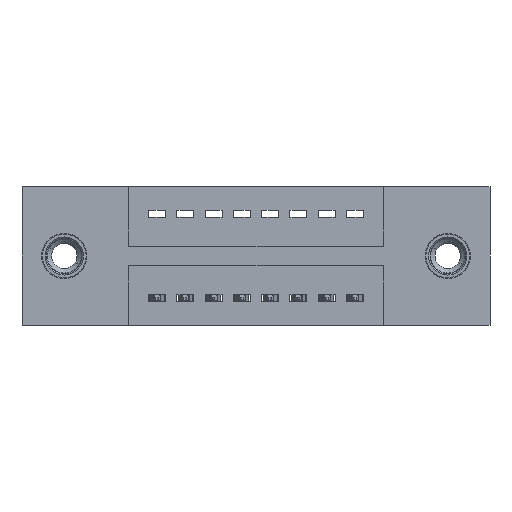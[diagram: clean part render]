
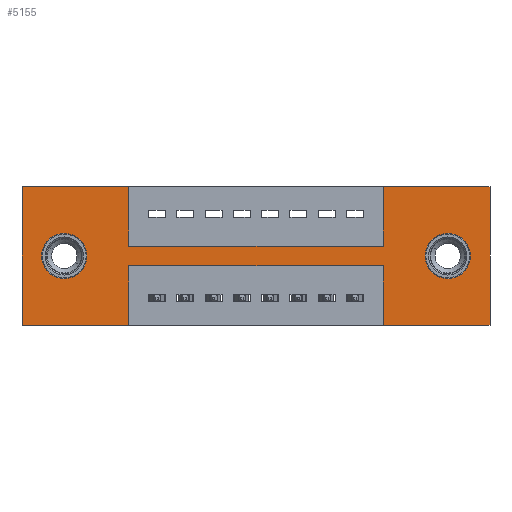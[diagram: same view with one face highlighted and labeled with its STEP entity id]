
A CAD part, front view. The second image highlights one B-rep face of the part: STEP entity #5155.
In plain terms, the highlighted planar face has unit normal (0, -1, 0).
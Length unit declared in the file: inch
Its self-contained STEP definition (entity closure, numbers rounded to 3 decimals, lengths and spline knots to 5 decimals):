
#68 = CARTESIAN_POINT ( 'NONE',  ( 1.2775, 0., -0.21 ) ) ;
#134 = LINE ( 'NONE', #5757, #5228 ) ;
#316 = VERTEX_POINT ( 'NONE', #1517 ) ;
#377 = DIRECTION ( 'NONE',  ( 0., 0., 1. ) ) ;
#752 = CARTESIAN_POINT ( 'NONE',  ( 0.3775, 0., -0.28 ) ) ;
#755 = CARTESIAN_POINT ( 'NONE',  ( 1.2775, 0., -0.28 ) ) ;
#789 = VERTEX_POINT ( 'NONE', #6381 ) ;
#878 = EDGE_CURVE ( 'NONE', #7387, #6275, #8952, .T. ) ;
#908 = DIRECTION ( 'NONE',  ( 0., 0., 1. ) ) ;
#1008 = CARTESIAN_POINT ( 'NONE',  ( 0.3775, 0., 0. ) ) ;
#1060 = DIRECTION ( 'NONE',  ( -1., 0., 0. ) ) ;
#1079 = AXIS2_PLACEMENT_3D ( 'NONE', #1306, #10368, #3760 ) ;
#1306 = CARTESIAN_POINT ( 'NONE',  ( 0.1495, 0., -0.245 ) ) ;
#1308 = EDGE_CURVE ( 'NONE', #10223, #5338, #3010, .T. ) ;
#1326 = CARTESIAN_POINT ( 'NONE',  ( 1.655, 0., 0. ) ) ;
#1428 = LINE ( 'NONE', #752, #1946 ) ;
#1498 = CARTESIAN_POINT ( 'NONE',  ( 0.3775, 0., -0.21 ) ) ;
#1517 = CARTESIAN_POINT ( 'NONE',  ( 1.2775, 0., -0.49 ) ) ;
#1525 = FACE_BOUND ( 'NONE', #2690, .T. ) ;
#1597 = CARTESIAN_POINT ( 'NONE',  ( 0.3775, 0., -0.21 ) ) ;
#1819 = CARTESIAN_POINT ( 'NONE',  ( 0., 0., 0. ) ) ;
#1875 = VERTEX_POINT ( 'NONE', #10448 ) ;
#1946 = VECTOR ( 'NONE', #5591, 39.37008 ) ;
#2029 = EDGE_CURVE ( 'NONE', #7660, #6639, #6665, .T. ) ;
#2216 = VERTEX_POINT ( 'NONE', #9883 ) ;
#2408 = DIRECTION ( 'NONE',  ( 0., 0., -1. ) ) ;
#2445 = CIRCLE ( 'NONE', #1079, 0.08 ) ;
#2637 = DIRECTION ( 'NONE',  ( -1., 0., 0. ) ) ;
#2690 = EDGE_LOOP ( 'NONE', ( #6590, #3053 ) ) ;
#2747 = DIRECTION ( 'NONE',  ( 0., 1., 0. ) ) ;
#2965 = DIRECTION ( 'NONE',  ( 1., 0., 0. ) ) ;
#3010 = LINE ( 'NONE', #68, #8691 ) ;
#3053 = ORIENTED_EDGE ( 'NONE', *, *, #6139, .T. ) ;
#3080 = CIRCLE ( 'NONE', #10419, 0.08 ) ;
#3090 = DIRECTION ( 'NONE',  ( 0., -1., 0. ) ) ;
#3127 = DIRECTION ( 'NONE',  ( 0., 0., -1. ) ) ;
#3208 = ORIENTED_EDGE ( 'NONE', *, *, #4662, .F. ) ;
#3279 = ORIENTED_EDGE ( 'NONE', *, *, #5941, .T. ) ;
#3346 = AXIS2_PLACEMENT_3D ( 'NONE', #5105, #4378, #10049 ) ;
#3359 = EDGE_CURVE ( 'NONE', #6275, #3998, #1428, .T. ) ;
#3434 = EDGE_CURVE ( 'NONE', #6911, #789, #3080, .T. ) ;
#3537 = ORIENTED_EDGE ( 'NONE', *, *, #5233, .F. ) ;
#3616 = CARTESIAN_POINT ( 'NONE',  ( 0., 0., 0. ) ) ;
#3627 = CARTESIAN_POINT ( 'NONE',  ( 1.2775, 0., 0. ) ) ;
#3656 = ORIENTED_EDGE ( 'NONE', *, *, #1308, .F. ) ;
#3694 = LINE ( 'NONE', #6779, #5461 ) ;
#3760 = DIRECTION ( 'NONE',  ( 0., 0., 1. ) ) ;
#3852 = CARTESIAN_POINT ( 'NONE',  ( 0.3775, 0., -0.28 ) ) ;
#3998 = VERTEX_POINT ( 'NONE', #9692 ) ;
#4045 = EDGE_CURVE ( 'NONE', #7055, #7116, #10036, .T. ) ;
#4095 = FACE_BOUND ( 'NONE', #8347, .T. ) ;
#4129 = DIRECTION ( 'NONE',  ( 0., 0., 1. ) ) ;
#4372 = CARTESIAN_POINT ( 'NONE',  ( 0.3775, 0., -0.21 ) ) ;
#4378 = DIRECTION ( 'NONE',  ( 0., 1., 0. ) ) ;
#4583 = CIRCLE ( 'NONE', #3346, 0.08 ) ;
#4662 = EDGE_CURVE ( 'NONE', #2216, #4793, #7981, .T. ) ;
#4793 = VERTEX_POINT ( 'NONE', #5429 ) ;
#4823 = EDGE_CURVE ( 'NONE', #1875, #7183, #2445, .T. ) ;
#4975 = VECTOR ( 'NONE', #908, 39.37008 ) ;
#5105 = CARTESIAN_POINT ( 'NONE',  ( 1.5055, 0., -0.245 ) ) ;
#5155 = ADVANCED_FACE ( 'NONE', ( #4095, #1525, #6365 ), #7085, .T. ) ;
#5170 = CARTESIAN_POINT ( 'NONE',  ( 0.1495, 0., -0.325 ) ) ;
#5171 = AXIS2_PLACEMENT_3D ( 'NONE', #10059, #2747, #377 ) ;
#5228 = VECTOR ( 'NONE', #2637, 39.37008 ) ;
#5233 = EDGE_CURVE ( 'NONE', #4793, #316, #134, .T. ) ;
#5262 = LINE ( 'NONE', #9318, #10312 ) ;
#5338 = VERTEX_POINT ( 'NONE', #3627 ) ;
#5429 = CARTESIAN_POINT ( 'NONE',  ( 1.655, 0., -0.49 ) ) ;
#5461 = VECTOR ( 'NONE', #4129, 39.37008 ) ;
#5591 = DIRECTION ( 'NONE',  ( 0., 0., -1. ) ) ;
#5622 = DIRECTION ( 'NONE',  ( 0., 1., 0. ) ) ;
#5757 = CARTESIAN_POINT ( 'NONE',  ( 0., 0., -0.49 ) ) ;
#5761 = DIRECTION ( 'NONE',  ( 0., 0., 1. ) ) ;
#5854 = CARTESIAN_POINT ( 'NONE',  ( 0., 0., -0.49 ) ) ;
#5941 = EDGE_CURVE ( 'NONE', #789, #6911, #4583, .T. ) ;
#5955 = EDGE_CURVE ( 'NONE', #316, #7387, #3694, .T. ) ;
#6089 = EDGE_CURVE ( 'NONE', #7116, #7660, #9243, .T. ) ;
#6139 = EDGE_CURVE ( 'NONE', #7183, #1875, #9878, .T. ) ;
#6275 = VERTEX_POINT ( 'NONE', #3852 ) ;
#6290 = VECTOR ( 'NONE', #6438, 39.37008 ) ;
#6323 = LINE ( 'NONE', #1597, #7701 ) ;
#6365 = FACE_OUTER_BOUND ( 'NONE', #10019, .T. ) ;
#6381 = CARTESIAN_POINT ( 'NONE',  ( 1.5055, 0., -0.165 ) ) ;
#6438 = DIRECTION ( 'NONE',  ( 0., 0., -1. ) ) ;
#6489 = ORIENTED_EDGE ( 'NONE', *, *, #3359, .F. ) ;
#6590 = ORIENTED_EDGE ( 'NONE', *, *, #4823, .T. ) ;
#6639 = VERTEX_POINT ( 'NONE', #4372 ) ;
#6665 = LINE ( 'NONE', #1498, #6290 ) ;
#6725 = AXIS2_PLACEMENT_3D ( 'NONE', #7950, #3090, #3127 ) ;
#6779 = CARTESIAN_POINT ( 'NONE',  ( 1.2775, 0., -0.28 ) ) ;
#6811 = ORIENTED_EDGE ( 'NONE', *, *, #9784, .F. ) ;
#6911 = VERTEX_POINT ( 'NONE', #8006 ) ;
#7055 = VERTEX_POINT ( 'NONE', #7492 ) ;
#7085 = PLANE ( 'NONE',  #6725 ) ;
#7116 = VERTEX_POINT ( 'NONE', #3616 ) ;
#7183 = VERTEX_POINT ( 'NONE', #5170 ) ;
#7307 = CARTESIAN_POINT ( 'NONE',  ( 1.5055, 0., -0.245 ) ) ;
#7387 = VERTEX_POINT ( 'NONE', #755 ) ;
#7486 = VECTOR ( 'NONE', #7800, 39.37008 ) ;
#7492 = CARTESIAN_POINT ( 'NONE',  ( 0., 0., -0.49 ) ) ;
#7617 = EDGE_CURVE ( 'NONE', #6639, #10223, #6323, .T. ) ;
#7660 = VERTEX_POINT ( 'NONE', #1008 ) ;
#7701 = VECTOR ( 'NONE', #9719, 39.37008 ) ;
#7780 = ORIENTED_EDGE ( 'NONE', *, *, #5955, .F. ) ;
#7800 = DIRECTION ( 'NONE',  ( 0., 0., -1. ) ) ;
#7950 = CARTESIAN_POINT ( 'NONE',  ( 0., 0., -0.49 ) ) ;
#7981 = LINE ( 'NONE', #1326, #7486 ) ;
#8006 = CARTESIAN_POINT ( 'NONE',  ( 1.5055, 0., -0.325 ) ) ;
#8347 = EDGE_LOOP ( 'NONE', ( #3279, #9863 ) ) ;
#8432 = ORIENTED_EDGE ( 'NONE', *, *, #2029, .F. ) ;
#8562 = DIRECTION ( 'NONE',  ( 1., 0., 0. ) ) ;
#8691 = VECTOR ( 'NONE', #5761, 39.37008 ) ;
#8704 = VECTOR ( 'NONE', #10256, 39.37008 ) ;
#8898 = CARTESIAN_POINT ( 'NONE',  ( 0., 0., 0. ) ) ;
#8952 = LINE ( 'NONE', #9512, #8704 ) ;
#9016 = CARTESIAN_POINT ( 'NONE',  ( 1.2775, 0., -0.21 ) ) ;
#9243 = LINE ( 'NONE', #1819, #10004 ) ;
#9266 = ORIENTED_EDGE ( 'NONE', *, *, #4045, .F. ) ;
#9290 = VECTOR ( 'NONE', #1060, 39.37008 ) ;
#9318 = CARTESIAN_POINT ( 'NONE',  ( 0., 0., 0. ) ) ;
#9421 = LINE ( 'NONE', #5854, #9290 ) ;
#9447 = ORIENTED_EDGE ( 'NONE', *, *, #7617, .F. ) ;
#9512 = CARTESIAN_POINT ( 'NONE',  ( 0.3775, 0., -0.28 ) ) ;
#9567 = ORIENTED_EDGE ( 'NONE', *, *, #10229, .F. ) ;
#9621 = ORIENTED_EDGE ( 'NONE', *, *, #6089, .F. ) ;
#9670 = ORIENTED_EDGE ( 'NONE', *, *, #878, .F. ) ;
#9692 = CARTESIAN_POINT ( 'NONE',  ( 0.3775, 0., -0.49 ) ) ;
#9719 = DIRECTION ( 'NONE',  ( 1., 0., 0. ) ) ;
#9784 = EDGE_CURVE ( 'NONE', #5338, #2216, #5262, .T. ) ;
#9863 = ORIENTED_EDGE ( 'NONE', *, *, #3434, .T. ) ;
#9878 = CIRCLE ( 'NONE', #5171, 0.08 ) ;
#9883 = CARTESIAN_POINT ( 'NONE',  ( 1.655, 0., 0. ) ) ;
#10004 = VECTOR ( 'NONE', #2965, 39.37008 ) ;
#10019 = EDGE_LOOP ( 'NONE', ( #3656, #9447, #8432, #9621, #9266, #9567, #6489, #9670, #7780, #3537, #3208, #6811 ) ) ;
#10036 = LINE ( 'NONE', #8898, #4975 ) ;
#10049 = DIRECTION ( 'NONE',  ( 0., 0., -1. ) ) ;
#10059 = CARTESIAN_POINT ( 'NONE',  ( 0.1495, 0., -0.245 ) ) ;
#10223 = VERTEX_POINT ( 'NONE', #9016 ) ;
#10229 = EDGE_CURVE ( 'NONE', #3998, #7055, #9421, .T. ) ;
#10256 = DIRECTION ( 'NONE',  ( -1., 0., 0. ) ) ;
#10312 = VECTOR ( 'NONE', #8562, 39.37008 ) ;
#10368 = DIRECTION ( 'NONE',  ( 0., 1., 0. ) ) ;
#10419 = AXIS2_PLACEMENT_3D ( 'NONE', #7307, #5622, #2408 ) ;
#10448 = CARTESIAN_POINT ( 'NONE',  ( 0.1495, 0., -0.165 ) ) ;
